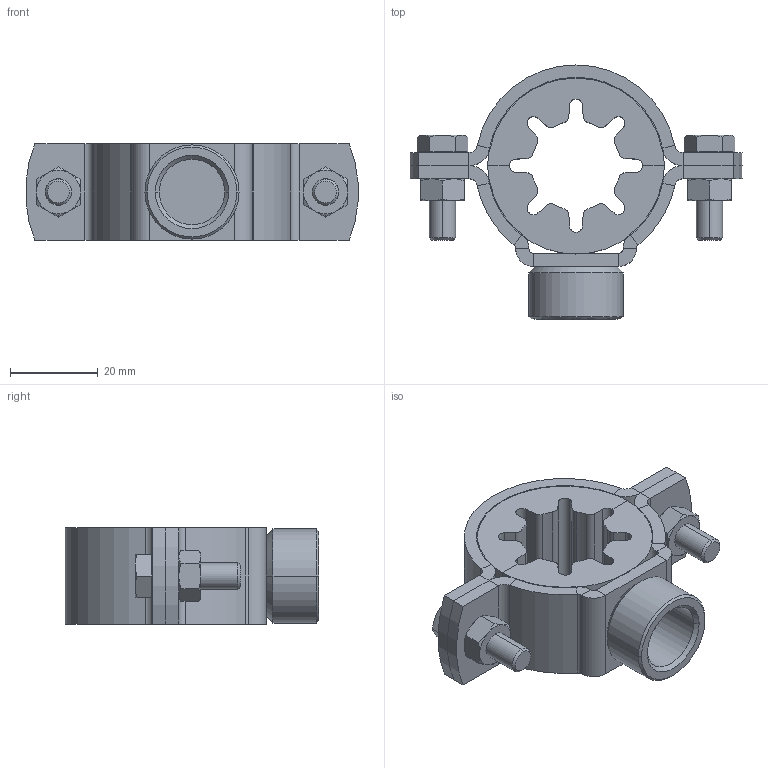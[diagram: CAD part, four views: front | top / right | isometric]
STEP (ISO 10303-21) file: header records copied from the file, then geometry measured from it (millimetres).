
FILE_DESCRIPTION (( 'STEP AP203' ), '1' );
FILE_NAME ('51.821.STEP', '2019-11-21T16:22:14', ( '' ), ( '' ), 'SwSTEP 2.0', 'SolidWorks 2019', '' );
FILE_SCHEMA (( 'CONFIG_CONTROL_DESIGN' ));
Length unit declared in the file: millimetre
Products named in the file (8): 1000003419_02 - Gr. 20-23 - H-17107.002; 1000003443; 1000003483; 1000003485; 51.821; 1000003264; 1000003425_02 - Gr. 20-23 - H-17108.602; 1000003390_02 - Gr. 20-23 - H-17106.002
Assembly tree (10 placements, depth 3):
  51.821
    1000003425_02 - Gr. 20-23 - H-17108.602
      1000003419_02 - Gr. 20-23 - H-17107.002
      1000003264
    1000003390_02 - Gr. 20-23 - H-17106.002
    1000003443  x2
    1000003483  x2
    1000003485  x2
Bounding box: 75.83 x 58 x 22 mm (x, y, z)
Volume: 35112.6 mm3; surface area: 21201.8 mm2
Topology: 9 solids, 9 shells, 270 faces, 616 edges, 366 vertices
Faces by surface type: plane 114, cylinder 94, cone 62
Entity records: 6057 total; most frequent: CARTESIAN_POINT 1003, DIRECTION 939, ORIENTED_EDGE 816, EDGE_CURVE 408, AXIS2_PLACEMENT_3D 371, VERTEX_POINT 239, LINE 197, VECTOR 197
